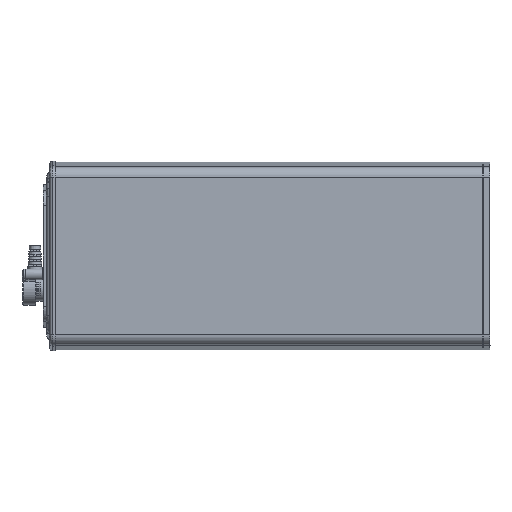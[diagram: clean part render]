
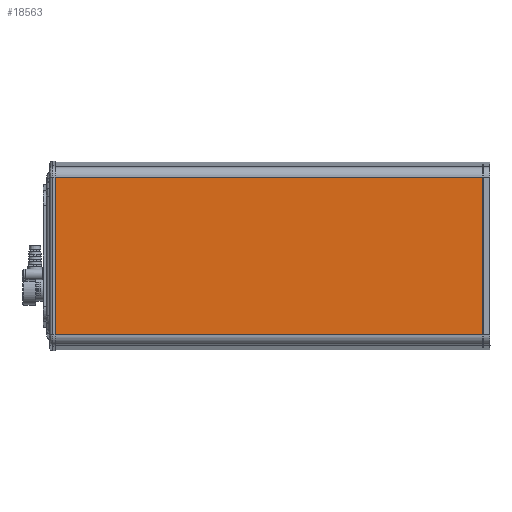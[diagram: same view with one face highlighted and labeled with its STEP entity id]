
A CAD part, left-side view. The second image highlights one B-rep face of the part: STEP entity #18563.
In plain terms, the highlighted planar face has unit normal (-1, 0, 0).
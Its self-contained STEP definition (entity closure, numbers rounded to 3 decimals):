
#508 = LINE ( 'NONE', #13604, #21254 ) ;
#1033 = CARTESIAN_POINT ( 'NONE',  ( -84.066, 1.1, 56.641 ) ) ;
#1423 = FACE_OUTER_BOUND ( 'NONE', #4512, .T. ) ;
#1603 = DIRECTION ( 'NONE',  ( 0., 1., 0. ) ) ;
#1838 = LINE ( 'NONE', #12524, #7071 ) ;
#1919 = ORIENTED_EDGE ( 'NONE', *, *, #10998, .T. ) ;
#2082 = CARTESIAN_POINT ( 'NONE',  ( -84.066, 1., -63.916 ) ) ;
#3212 = CARTESIAN_POINT ( 'NONE',  ( -84.066, 307.693, 56.641 ) ) ;
#4512 = EDGE_LOOP ( 'NONE', ( #1919, #11576, #6044, #16664 ) ) ;
#4685 = EDGE_CURVE ( 'NONE', #4959, #11092, #1838, .T. ) ;
#4959 = VERTEX_POINT ( 'NONE', #14793 ) ;
#5793 = VERTEX_POINT ( 'NONE', #18114 ) ;
#6044 = ORIENTED_EDGE ( 'NONE', *, *, #20538, .T. ) ;
#6071 = CARTESIAN_POINT ( 'NONE',  ( -84.066, 1.1, -56.641 ) ) ;
#7071 = VECTOR ( 'NONE', #7207, 1000. ) ;
#7207 = DIRECTION ( 'NONE',  ( 0., 0., 1. ) ) ;
#8638 = DIRECTION ( 'NONE',  ( 0., 0., -1. ) ) ;
#9290 = DIRECTION ( 'NONE',  ( 0., 0., 1. ) ) ;
#10059 = AXIS2_PLACEMENT_3D ( 'NONE', #2082, #14380, #9290 ) ;
#10998 = EDGE_CURVE ( 'NONE', #4959, #16719, #13192, .T. ) ;
#11092 = VERTEX_POINT ( 'NONE', #3212 ) ;
#11576 = ORIENTED_EDGE ( 'NONE', *, *, #16381, .F. ) ;
#12524 = CARTESIAN_POINT ( 'NONE',  ( -84.066, 307.693, -63.916 ) ) ;
#13192 = LINE ( 'NONE', #20515, #21929 ) ;
#13604 = CARTESIAN_POINT ( 'NONE',  ( -84.066, 1., 56.641 ) ) ;
#14219 = PLANE ( 'NONE',  #10059 ) ;
#14380 = DIRECTION ( 'NONE',  ( -1., 0., 0. ) ) ;
#14793 = CARTESIAN_POINT ( 'NONE',  ( -84.066, 307.693, -56.641 ) ) ;
#15417 = DIRECTION ( 'NONE',  ( 0., -1., 0. ) ) ;
#16004 = VECTOR ( 'NONE', #8638, 1000. ) ;
#16381 = EDGE_CURVE ( 'NONE', #5793, #16719, #16804, .T. ) ;
#16664 = ORIENTED_EDGE ( 'NONE', *, *, #4685, .F. ) ;
#16719 = VERTEX_POINT ( 'NONE', #6071 ) ;
#16804 = LINE ( 'NONE', #1033, #16004 ) ;
#18114 = CARTESIAN_POINT ( 'NONE',  ( -84.066, 1.1, 56.641 ) ) ;
#18563 = ADVANCED_FACE ( 'NONE', ( #1423 ), #14219, .T. ) ;
#20515 = CARTESIAN_POINT ( 'NONE',  ( -84.066, 1., -56.641 ) ) ;
#20538 = EDGE_CURVE ( 'NONE', #5793, #11092, #508, .T. ) ;
#21254 = VECTOR ( 'NONE', #1603, 1000. ) ;
#21929 = VECTOR ( 'NONE', #15417, 1000. ) ;
